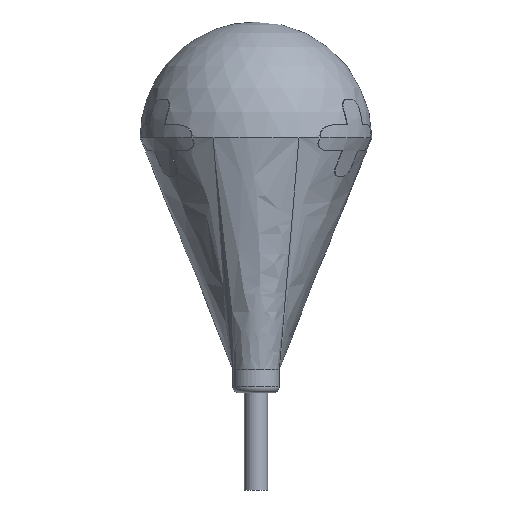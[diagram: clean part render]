
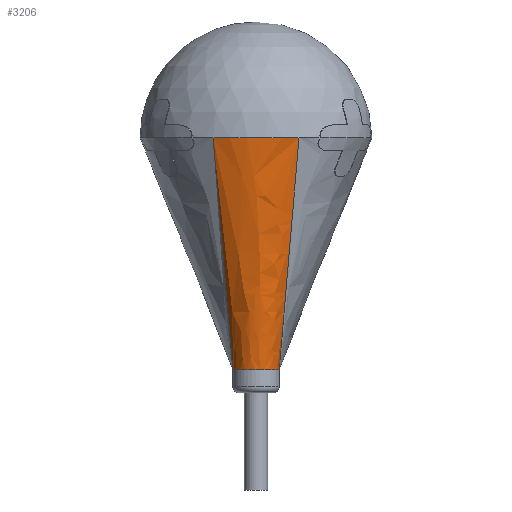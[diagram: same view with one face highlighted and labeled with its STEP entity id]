
A CAD part, left-side view. The second image highlights one B-rep face of the part: STEP entity #3206.
In plain terms, the highlighted free-form (B-spline) face has degree [9, 1] with [10, 2] control points.
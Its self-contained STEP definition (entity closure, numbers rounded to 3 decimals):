
#29=DIRECTION('',(0.,0.,-1.));
#30=DIRECTION('',(0.,1.,0.));
#879=DIRECTION('',(0.,-1.,0.));
#1920=CIRCLE('',#1921,2.5);
#1921=AXIS2_PLACEMENT_3D('',#1922,#29,#30);
#1922=CARTESIAN_POINT('',(1.25,0.,5.6));
#1933=VERTEX_POINT('',#1934);
#1934=CARTESIAN_POINT('',(-1.071,0.928,5.6));
#1935=ORIENTED_EDGE('',*,*,#1936,.F.);
#1936=EDGE_CURVE('',#1937,#1933,#1920,.T.);
#1937=VERTEX_POINT('',#1938);
#1938=CARTESIAN_POINT('',(-1.071,-0.928,5.6));
#2082=EDGE_CURVE('',#2083,#1933,#2085,.T.);
#2083=VERTEX_POINT('',#2084);
#2084=CARTESIAN_POINT('',(0.,0.5,0.6));
#2085=B_SPLINE_CURVE_WITH_KNOTS('',1,(#2084,#1934),.UNSPECIFIED.,.F.,.F.,(2,2),(0.,1.),.PIECEWISE_BEZIER_KNOTS.);
#2171=VERTEX_POINT('',#2172);
#2172=CARTESIAN_POINT('',(0.,-0.5,0.6));
#2176=EDGE_CURVE('',#2171,#1937,#2177,.T.);
#2177=B_SPLINE_CURVE_WITH_KNOTS('',1,(#2172,#1938),.UNSPECIFIED.,.F.,.F.,(2,2),(0.,1.),.PIECEWISE_BEZIER_KNOTS.);
#3206=ADVANCED_FACE('',(#3207),#3216,.F.);
#3207=FACE_BOUND('',#3208,.F.);
#3208=EDGE_LOOP('',(#3209,#3214,#1935,#3215));
#3209=ORIENTED_EDGE('',*,*,#3210,.T.);
#3210=EDGE_CURVE('',#2171,#2083,#3211,.T.);
#3211=CIRCLE('',#3212,0.5);
#3212=AXIS2_PLACEMENT_3D('',#3213,#29,#879);
#3213=CARTESIAN_POINT('',(0.,0.,0.6));
#3214=ORIENTED_EDGE('',*,*,#2082,.T.);
#3215=ORIENTED_EDGE('',*,*,#2176,.F.);
#3216=B_SPLINE_SURFACE_WITH_KNOTS('',9,1,((#2172,#1938),(#3217,#3218),(#3219,#3220),(#3221,#3222),(#3223,#3224),(#3225,#3226),(#3227,#3228),(#3229,#3230),(#3231,#3232),(#2084,#1934)),.UNSPECIFIED.,.F.,.F.,.F.,(10,10),(2,2),(0.,3.142),(0.,1.),.PIECEWISE_BEZIER_KNOTS.);
#3217=CARTESIAN_POINT('',(-0.175,-0.5,0.6));
#3218=CARTESIAN_POINT('',(-1.15,-0.732,5.6));
#3219=CARTESIAN_POINT('',(-0.349,-0.431,0.6));
#3220=CARTESIAN_POINT('',(-1.21,-0.528,5.6));
#3221=CARTESIAN_POINT('',(-0.493,-0.294,0.6));
#3222=CARTESIAN_POINT('',(-1.25,-0.319,5.6));
#3223=CARTESIAN_POINT('',(-0.575,-0.105,0.6));
#3224=CARTESIAN_POINT('',(-1.27,-0.107,5.6));
#3225=CARTESIAN_POINT('',(-0.575,0.105,0.6));
#3226=CARTESIAN_POINT('',(-1.27,0.107,5.6));
#3227=CARTESIAN_POINT('',(-0.493,0.294,0.6));
#3228=CARTESIAN_POINT('',(-1.25,0.319,5.6));
#3229=CARTESIAN_POINT('',(-0.349,0.431,0.6));
#3230=CARTESIAN_POINT('',(-1.21,0.528,5.6));
#3231=CARTESIAN_POINT('',(-0.175,0.5,0.6));
#3232=CARTESIAN_POINT('',(-1.15,0.732,5.6));
